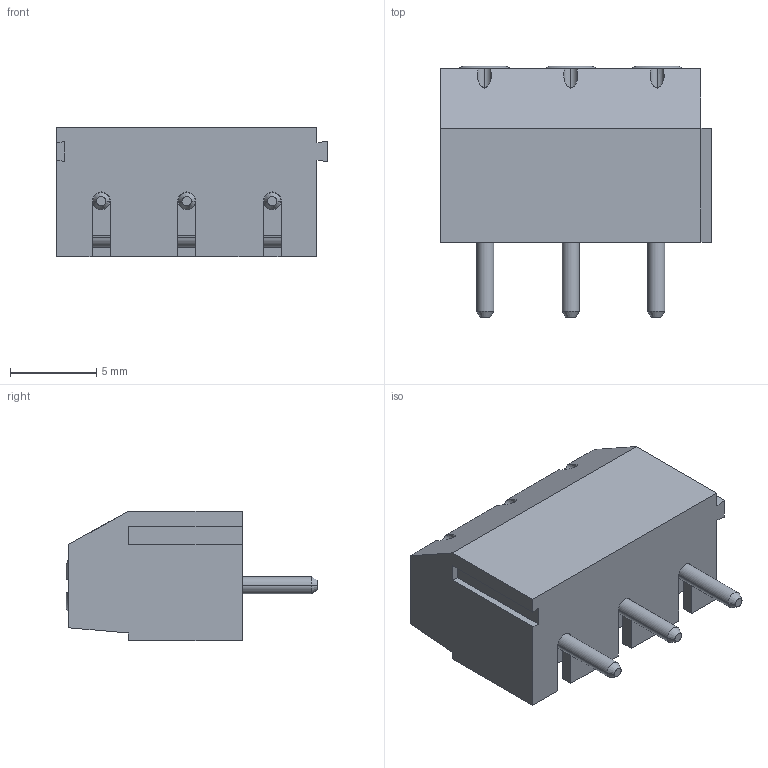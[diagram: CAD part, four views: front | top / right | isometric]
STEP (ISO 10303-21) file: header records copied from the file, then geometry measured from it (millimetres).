
FILE_DESCRIPTION (( 'STEP AP214' ), '1' );
FILE_NAME ('8719.STEP', '2009-01-07T15:24:32', ( 'Richard Maletta' ), ( '' ), 'SwSTEP 2.0', 'SolidWorks 2008', '' );
FILE_SCHEMA (( 'AUTOMOTIVE_DESIGN' ));
Length unit declared in the file: millimetre
Products named in the file (1): 8719
Bounding box: 15.7 x 14.58 x 7.52 mm (x, y, z)
Volume: 765.9 mm3; surface area: 2051.5 mm2
Topology: 10 solids, 10 shells, 399 faces, 963 edges, 595 vertices
Faces by surface type: plane 222, cylinder 138, bspline 18, cone 12, torus 9
Entity records: 17686 total; most frequent: CARTESIAN_POINT 4106, ORIENTED_EDGE 1926, DIRECTION 1829, EDGE_CURVE 963, VECTOR 621, LINE 621, AXIS2_PLACEMENT_3D 604, VERTEX_POINT 595
